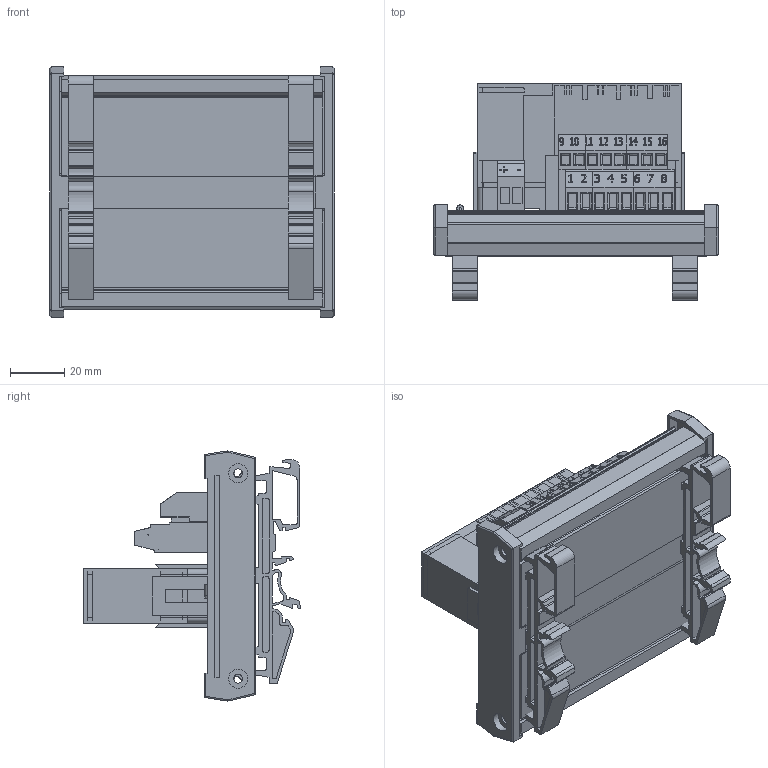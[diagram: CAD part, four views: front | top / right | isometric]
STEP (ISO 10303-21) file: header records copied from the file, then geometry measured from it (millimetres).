
FILE_DESCRIPTION((''),'2;1');
FILE_NAME('8Pole10Amp_1Channel.stp','2015-07-09T12:01:14',('CAD Station'),(''),'Autodesk Inventor 2013','Autodesk Inventor 2013','');
FILE_SCHEMA(('CONFIG_CONTROL_DESIGN'));
Length unit declared in the file: millimetre
Products named in the file (19): 8Pole10Amp_1Channel; 8Pole10AmpBoard; 8Pole10AmpGreenAssy; 2 GREEN updated; 3 GREEN updated; Label1-8; 1-8_Label; RelayAssy; 8Pole10Amp_Relay; 8Pole10Amp_RelayPart; BlackResAssy; Mini_Black_Resistor; resistor leg; PlusNeg; 2 hole green; PosNegLabel; BASE LEGS; BASE SIDE; 96
Assembly tree (22 placements, depth 3):
  8Pole10Amp_1Channel
    8Pole10AmpBoard
    8Pole10AmpGreenAssy
      2 GREEN updated
      3 GREEN updated  x2
      Label1-8
      1-8_Label
    RelayAssy
      8Pole10Amp_Relay
      8Pole10Amp_RelayPart
    BlackResAssy
      Mini_Black_Resistor
      resistor leg  x2
    PlusNeg
      2 hole green
      PosNegLabel
    BASE LEGS  x2
    BASE SIDE  x2
    96
Bounding box: 104.39 x 79.61 x 91.98 mm (x, y, z)
Volume: 111155.6 mm3; surface area: 127042.3 mm2
Topology: 20 solids, 22 shells, 1812 faces, 4855 edges, 3200 vertices
Faces by surface type: plane 1227, cylinder 368, bspline 183, sphere 16, cone 16, torus 2
Full cylindrical faces by diameter (mm): 0.5 x4, 1 x16, 2.5 x17, 2.51 x1, 3.2 x4, 3.75 x2, 4 x16, 5 x4, 7 x4, 9 x4, 16 x1
Entity records: 45949 total; most frequent: CARTESIAN_POINT 10071, ORIENTED_EDGE 7434, DIRECTION 6419, EDGE_CURVE 3725, VECTOR 2863, LINE 2863, VERTEX_POINT 2502, AXIS2_PLACEMENT_3D 1778
